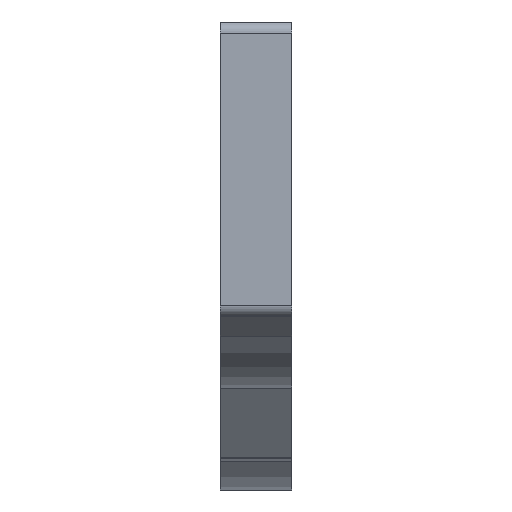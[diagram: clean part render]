
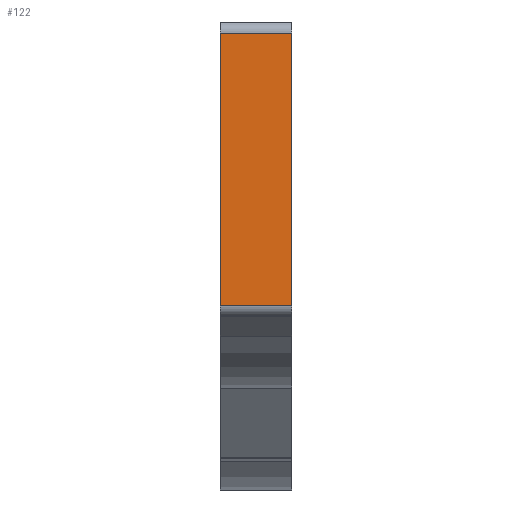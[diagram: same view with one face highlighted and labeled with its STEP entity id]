
A CAD part, left-side view. The second image highlights one B-rep face of the part: STEP entity #122.
In plain terms, the highlighted planar face has unit normal (-1, 0, 0).
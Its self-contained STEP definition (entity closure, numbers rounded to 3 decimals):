
#57 = DIRECTION ( 'NONE',  ( -1., 0., 0. ) ) ;
#87 = EDGE_CURVE ( 'NONE', #590, #511, #366, .T. ) ;
#122 = ADVANCED_FACE ( 'NONE', ( #959 ), #270, .T. ) ;
#174 = EDGE_CURVE ( 'NONE', #787, #178, #462, .T. ) ;
#178 = VERTEX_POINT ( 'NONE', #230 ) ;
#208 = DIRECTION ( 'NONE',  ( 0., 1., 0. ) ) ;
#230 = CARTESIAN_POINT ( 'NONE',  ( -52.009, 0., 10.616 ) ) ;
#245 = EDGE_CURVE ( 'NONE', #178, #590, #694, .T. ) ;
#270 = PLANE ( 'NONE',  #470 ) ;
#287 = VECTOR ( 'NONE', #918, 1000. ) ;
#316 = EDGE_LOOP ( 'NONE', ( #430, #621, #659, #573 ) ) ;
#321 = CARTESIAN_POINT ( 'NONE',  ( -52.009, 3.2, 10.616 ) ) ;
#338 = VECTOR ( 'NONE', #208, 1000. ) ;
#366 = LINE ( 'NONE', #804, #338 ) ;
#430 = ORIENTED_EDGE ( 'NONE', *, *, #245, .T. ) ;
#441 = LINE ( 'NONE', #458, #513 ) ;
#452 = CARTESIAN_POINT ( 'NONE',  ( -52.009, 0., 22.867 ) ) ;
#458 = CARTESIAN_POINT ( 'NONE',  ( -52.009, 3.2, 9.781 ) ) ;
#462 = LINE ( 'NONE', #974, #781 ) ;
#470 = AXIS2_PLACEMENT_3D ( 'NONE', #955, #57, #653 ) ;
#491 = EDGE_CURVE ( 'NONE', #787, #511, #441, .T. ) ;
#511 = VERTEX_POINT ( 'NONE', #520 ) ;
#513 = VECTOR ( 'NONE', #967, 1000. ) ;
#520 = CARTESIAN_POINT ( 'NONE',  ( -52.009, 3.2, 22.867 ) ) ;
#573 = ORIENTED_EDGE ( 'NONE', *, *, #174, .T. ) ;
#590 = VERTEX_POINT ( 'NONE', #452 ) ;
#621 = ORIENTED_EDGE ( 'NONE', *, *, #87, .T. ) ;
#622 = CARTESIAN_POINT ( 'NONE',  ( -52.009, 0., 9.781 ) ) ;
#653 = DIRECTION ( 'NONE',  ( 0., 0., 1. ) ) ;
#659 = ORIENTED_EDGE ( 'NONE', *, *, #491, .F. ) ;
#694 = LINE ( 'NONE', #622, #287 ) ;
#781 = VECTOR ( 'NONE', #989, 1000. ) ;
#787 = VERTEX_POINT ( 'NONE', #321 ) ;
#804 = CARTESIAN_POINT ( 'NONE',  ( -52.009, -165.379, 22.867 ) ) ;
#918 = DIRECTION ( 'NONE',  ( 0., 0., 1. ) ) ;
#955 = CARTESIAN_POINT ( 'NONE',  ( -52.009, -165.379, 9.781 ) ) ;
#959 = FACE_OUTER_BOUND ( 'NONE', #316, .T. ) ;
#967 = DIRECTION ( 'NONE',  ( 0., 0., 1. ) ) ;
#974 = CARTESIAN_POINT ( 'NONE',  ( -52.009, -165.379, 10.616 ) ) ;
#989 = DIRECTION ( 'NONE',  ( 0., -1., 0. ) ) ;
